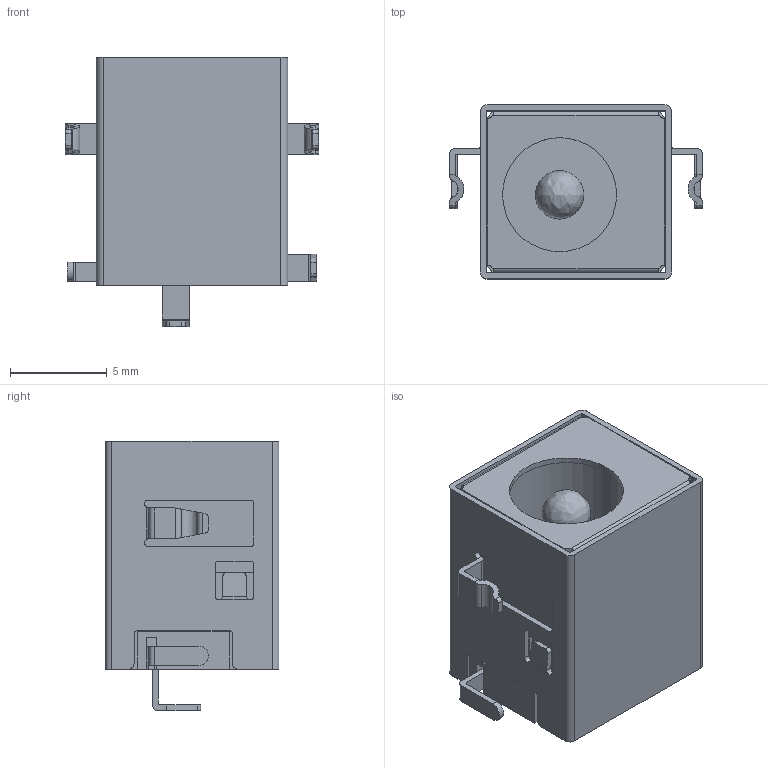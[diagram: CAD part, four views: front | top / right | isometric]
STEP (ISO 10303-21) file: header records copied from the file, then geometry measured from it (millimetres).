
FILE_DESCRIPTION (( 'STEP AP214' ), '1' );
FILE_NAME ('PJ-069B-SMT.STEP', '2015-07-05T00:07:42', ( '' ), ( '' ), 'SwSTEP 2.0', 'SolidWorks 2014', '' );
FILE_SCHEMA (( 'AUTOMOTIVE_DESIGN' ));
Length unit declared in the file: millimetre
Products named in the file (2): PJ-069B-SMT
Bounding box: 13.1 x 9 x 13.95 mm (x, y, z)
Volume: 739.3 mm3; surface area: 1951.5 mm2
Topology: 6 solids, 6 shells, 311 faces, 875 edges, 578 vertices
Faces by surface type: plane 192, cylinder 116, cone 2, bspline 1
Entity records: 13605 total; most frequent: CARTESIAN_POINT 1991, ORIENTED_EDGE 1746, DIRECTION 1637, EDGE_CURVE 873, VECTOR 629, LINE 629, VERTEX_POINT 578, AXIS2_PLACEMENT_3D 504
